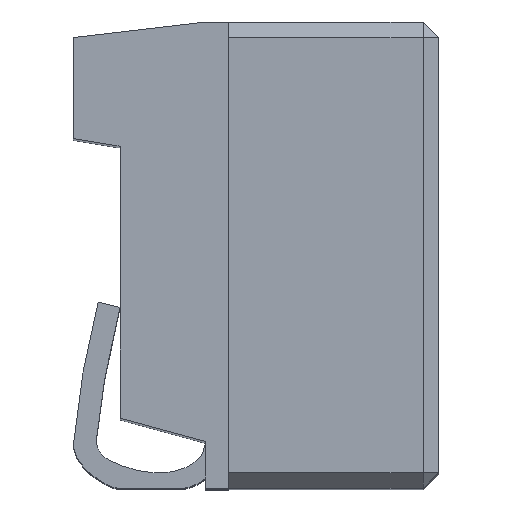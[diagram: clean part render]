
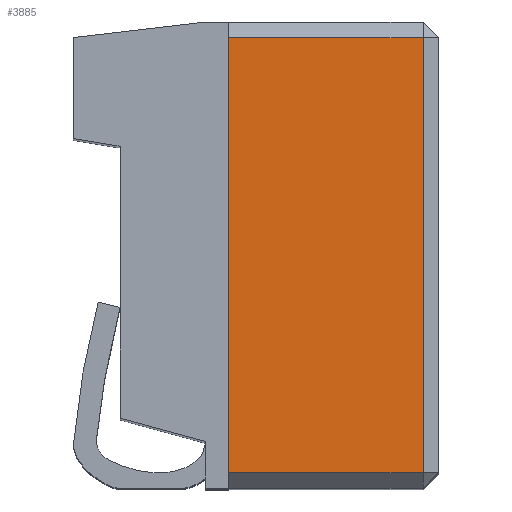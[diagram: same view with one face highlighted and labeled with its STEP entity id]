
A CAD part, top view. The second image highlights one B-rep face of the part: STEP entity #3885.
In plain terms, the highlighted planar face has unit normal (0, 0, 1).
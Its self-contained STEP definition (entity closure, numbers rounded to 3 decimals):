
#93 = CARTESIAN_POINT ( 'NONE',  ( 2.35, 2.9, 6.8 ) ) ;
#140 = FACE_OUTER_BOUND ( 'NONE', #4018, .T. ) ;
#293 = EDGE_CURVE ( 'NONE', #1291, #3600, #2346, .T. ) ;
#331 = LINE ( 'NONE', #3508, #2762 ) ;
#400 = CARTESIAN_POINT ( 'NONE',  ( 2.25, 2.9, 6.8 ) ) ;
#487 = PLANE ( 'NONE',  #3072 ) ;
#604 = CARTESIAN_POINT ( 'NONE',  ( 2.25, 0.1, 6.8 ) ) ;
#619 = DIRECTION ( 'NONE',  ( 1., 0., 0. ) ) ;
#848 = CARTESIAN_POINT ( 'NONE',  ( 1., 0.1, 6.8 ) ) ;
#907 = ORIENTED_EDGE ( 'NONE', *, *, #293, .T. ) ;
#996 = EDGE_CURVE ( 'NONE', #1190, #1391, #4591, .T. ) ;
#1190 = VERTEX_POINT ( 'NONE', #604 ) ;
#1291 = VERTEX_POINT ( 'NONE', #1571 ) ;
#1305 = CARTESIAN_POINT ( 'NONE',  ( 2.35, 3., 6.8 ) ) ;
#1391 = VERTEX_POINT ( 'NONE', #400 ) ;
#1571 = CARTESIAN_POINT ( 'NONE',  ( 1., 2.9, 6.8 ) ) ;
#1717 = VECTOR ( 'NONE', #4341, 1000. ) ;
#1748 = DIRECTION ( 'NONE',  ( 0., 1., 0. ) ) ;
#2346 = LINE ( 'NONE', #3736, #3623 ) ;
#2676 = DIRECTION ( 'NONE',  ( 0., -1., 0. ) ) ;
#2762 = VECTOR ( 'NONE', #619, 1000. ) ;
#2953 = LINE ( 'NONE', #93, #1717 ) ;
#3072 = AXIS2_PLACEMENT_3D ( 'NONE', #1305, #4532, #3092 ) ;
#3092 = DIRECTION ( 'NONE',  ( 1., 0., 0. ) ) ;
#3116 = EDGE_CURVE ( 'NONE', #1391, #1291, #2953, .T. ) ;
#3138 = ORIENTED_EDGE ( 'NONE', *, *, #3116, .T. ) ;
#3508 = CARTESIAN_POINT ( 'NONE',  ( 2.35, 0.1, 6.8 ) ) ;
#3600 = VERTEX_POINT ( 'NONE', #848 ) ;
#3613 = CARTESIAN_POINT ( 'NONE',  ( 2.25, 3., 6.8 ) ) ;
#3623 = VECTOR ( 'NONE', #2676, 1000. ) ;
#3736 = CARTESIAN_POINT ( 'NONE',  ( 1., 3., 6.8 ) ) ;
#3789 = EDGE_CURVE ( 'NONE', #3600, #1190, #331, .T. ) ;
#3885 = ADVANCED_FACE ( 'NONE', ( #140 ), #487, .F. ) ;
#4018 = EDGE_LOOP ( 'NONE', ( #4477, #3138, #907, #4328 ) ) ;
#4066 = VECTOR ( 'NONE', #1748, 1000. ) ;
#4328 = ORIENTED_EDGE ( 'NONE', *, *, #3789, .T. ) ;
#4341 = DIRECTION ( 'NONE',  ( -1., 0., 0. ) ) ;
#4477 = ORIENTED_EDGE ( 'NONE', *, *, #996, .T. ) ;
#4532 = DIRECTION ( 'NONE',  ( 0., 0., -1. ) ) ;
#4591 = LINE ( 'NONE', #3613, #4066 ) ;
